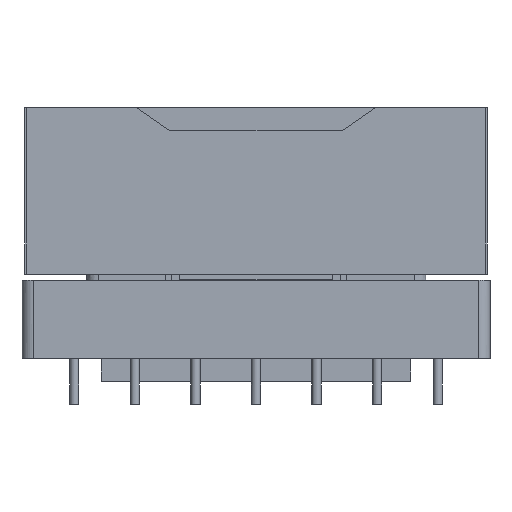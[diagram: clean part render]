
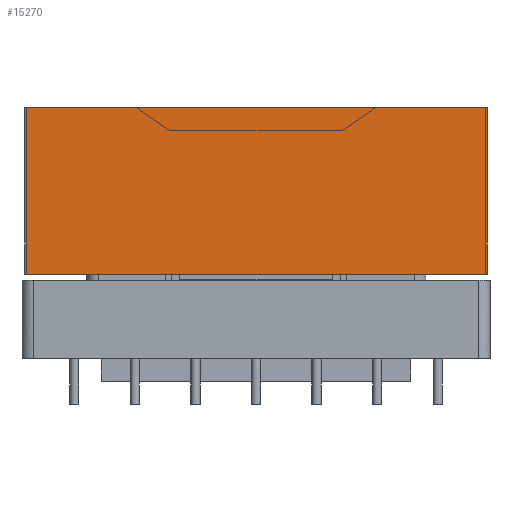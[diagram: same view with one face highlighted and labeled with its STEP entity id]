
A CAD part, front view. The second image highlights one B-rep face of the part: STEP entity #15270.
In plain terms, the highlighted free-form (B-spline) face has degree [1, 1] with [2, 2] control points.
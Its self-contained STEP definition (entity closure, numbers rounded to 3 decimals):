
#15143 = VERTEX_POINT('',#15144);
#15144 = CARTESIAN_POINT('',(-22.886,-22.381,
    13.99));
#15149 = EDGE_CURVE('',#15143,#15150,#15152,.T.);
#15150 = VERTEX_POINT('',#15151);
#15151 = CARTESIAN_POINT('',(22.886,-22.381,
    13.99));
#15152 = B_SPLINE_CURVE_WITH_KNOTS('',1,(#15153,#15154),.UNSPECIFIED.,
  .F.,.F.,(2,2),(-13.87,26.37),.PIECEWISE_BEZIER_KNOTS.);
#15153 = CARTESIAN_POINT('',(-22.886,-22.381,
    13.99));
#15154 = CARTESIAN_POINT('',(22.886,-22.381,
    13.99));
#15201 = VERTEX_POINT('',#15202);
#15202 = CARTESIAN_POINT('',(-22.886,-22.381,
    -2.503));
#15209 = VERTEX_POINT('',#15210);
#15210 = CARTESIAN_POINT('',(22.886,-22.381,
    -2.503));
#15215 = EDGE_CURVE('',#15201,#15209,#15216,.T.);
#15216 = B_SPLINE_CURVE_WITH_KNOTS('',1,(#15217,#15218),.UNSPECIFIED.,
  .F.,.F.,(2,2),(-13.87,26.37),.PIECEWISE_BEZIER_KNOTS.);
#15217 = CARTESIAN_POINT('',(-22.886,-22.381,
    -2.503));
#15218 = CARTESIAN_POINT('',(22.886,-22.381,
    -2.503));
#15259 = EDGE_CURVE('',#15143,#15201,#15260,.T.);
#15260 = B_SPLINE_CURVE_WITH_KNOTS('',1,(#15261,#15262),.UNSPECIFIED.,
  .F.,.F.,(2,2),(-0.,14.5),.PIECEWISE_BEZIER_KNOTS.);
#15261 = CARTESIAN_POINT('',(-22.886,-22.381,
    13.99));
#15262 = CARTESIAN_POINT('',(-22.886,-22.381,
    -2.503));
#15270 = ADVANCED_FACE('',(#15271),#15281,.F.);
#15271 = FACE_BOUND('',#15272,.T.);
#15272 = EDGE_LOOP('',(#15273,#15274,#15279,#15280));
#15273 = ORIENTED_EDGE('',*,*,#15215,.T.);
#15274 = ORIENTED_EDGE('',*,*,#15275,.F.);
#15275 = EDGE_CURVE('',#15150,#15209,#15276,.T.);
#15276 = B_SPLINE_CURVE_WITH_KNOTS('',1,(#15277,#15278),.UNSPECIFIED.,
  .F.,.F.,(2,2),(-0.,14.5),.PIECEWISE_BEZIER_KNOTS.);
#15277 = CARTESIAN_POINT('',(22.886,-22.381,
    13.99));
#15278 = CARTESIAN_POINT('',(22.886,-22.381,
    -2.503));
#15279 = ORIENTED_EDGE('',*,*,#15149,.F.);
#15280 = ORIENTED_EDGE('',*,*,#15259,.T.);
#15281 = B_SPLINE_SURFACE_WITH_KNOTS('',1,1,(
    (#15282,#15283)
    ,(#15284,#15285
    )),.UNSPECIFIED.,.F.,.F.,.F.,(2,2),(2,2),(-14.5,0.),(-13.87,26.37),
  .PIECEWISE_BEZIER_KNOTS.);
#15282 = CARTESIAN_POINT('',(-22.886,-22.381,
    -2.503));
#15283 = CARTESIAN_POINT('',(22.886,-22.381,
    -2.503));
#15284 = CARTESIAN_POINT('',(-22.886,-22.381,
    13.99));
#15285 = CARTESIAN_POINT('',(22.886,-22.381,
    13.99));
